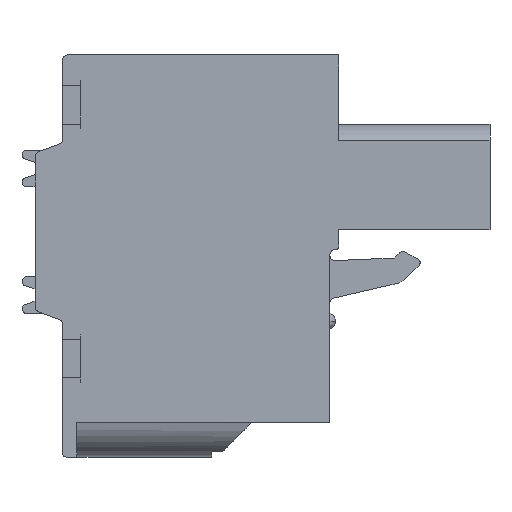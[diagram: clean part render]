
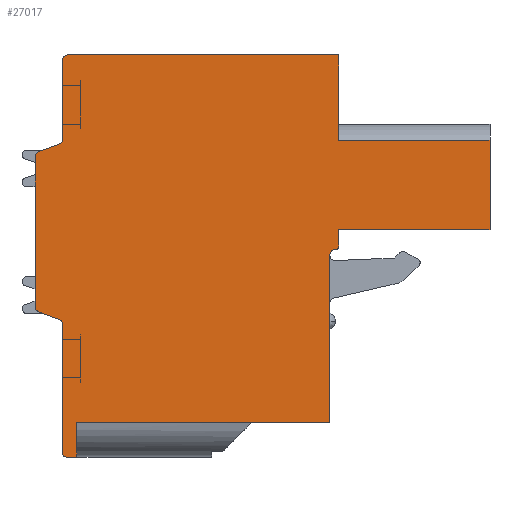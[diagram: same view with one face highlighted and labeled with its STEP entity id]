
A CAD part, front view. The second image highlights one B-rep face of the part: STEP entity #27017.
In plain terms, the highlighted planar face has unit normal (0, -1, 0).
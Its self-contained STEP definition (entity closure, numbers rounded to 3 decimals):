
#2439=DIRECTION('',(0.,0.,1.));
#2440=VECTOR('',#2439,4.7);
#2441=CARTESIAN_POINT('',(4.181,-106.58,6.775));
#2442=LINE('',#2441,#2440);
#2631=DIRECTION('',(-1.,0.,0.));
#2632=VECTOR('',#2631,8.3);
#2633=CARTESIAN_POINT('',(12.481,-106.58,6.775));
#2634=LINE('',#2633,#2632);
#2635=DIRECTION('',(0.,0.,-1.));
#2636=VECTOR('',#2635,4.9);
#2637=CARTESIAN_POINT('',(12.481,-106.58,6.775));
#2638=LINE('',#2637,#2636);
#2639=DIRECTION('',(-1.,0.,0.));
#2640=VECTOR('',#2639,8.3);
#2641=CARTESIAN_POINT('',(12.481,-106.58,1.875));
#2642=LINE('',#2641,#2640);
#2643=DIRECTION('',(0.,0.,-1.));
#2644=VECTOR('',#2643,0.901);
#2645=CARTESIAN_POINT('',(4.181,-106.58,1.875));
#2646=LINE('',#2645,#2644);
#2647=CARTESIAN_POINT('',(3.981,-106.58,0.974));
#2648=DIRECTION('',(0.,1.,0.));
#2649=DIRECTION('',(1.,0.,0.));
#2650=AXIS2_PLACEMENT_3D('',#2647,#2648,#2649);
#2652=CARTESIAN_POINT('',(3.981,-106.58,0.474));
#2653=DIRECTION('',(0.,-1.,0.));
#2654=DIRECTION('',(0.,0.,1.));
#2655=AXIS2_PLACEMENT_3D('',#2652,#2653,#2654);
#2657=DIRECTION('',(-1.,0.,0.));
#2658=VECTOR('',#2657,13.9);
#2659=CARTESIAN_POINT('',(3.681,-106.58,-8.725));
#2660=LINE('',#2659,#2658);
#2661=DIRECTION('',(0.,0.,-1.));
#2662=VECTOR('',#2661,1.9);
#2663=CARTESIAN_POINT('',(-10.219,-106.58,-8.725));
#2664=LINE('',#2663,#2662);
#2665=DIRECTION('',(-1.,0.,0.));
#2666=VECTOR('',#2665,0.6);
#2667=CARTESIAN_POINT('',(-10.219,-106.58,-10.625));
#2668=LINE('',#2667,#2666);
#2669=CARTESIAN_POINT('',(-10.819,-106.58,-10.425));
#2670=DIRECTION('',(0.,1.,0.));
#2671=DIRECTION('',(0.,0.,-1.));
#2672=AXIS2_PLACEMENT_3D('',#2669,#2670,#2671);
#2674=DIRECTION('',(0.,0.,1.));
#2675=VECTOR('',#2674,7.095);
#2676=CARTESIAN_POINT('',(-11.019,-106.58,-10.425));
#2677=LINE('',#2676,#2675);
#2678=CARTESIAN_POINT('',(-11.319,-106.58,-3.33));
#2679=DIRECTION('',(0.,-1.,0.));
#2680=DIRECTION('',(1.,0.,0.));
#2681=AXIS2_PLACEMENT_3D('',#2678,#2679,#2680);
#2683=DIRECTION('',(-0.94,0.,0.342));
#2684=VECTOR('',#2683,1.176);
#2685=CARTESIAN_POINT('',(-11.216,-106.58,-3.048));
#2686=LINE('',#2685,#2684);
#2687=CARTESIAN_POINT('',(-12.219,-106.58,-2.364));
#2688=DIRECTION('',(0.,1.,0.));
#2689=DIRECTION('',(-0.342,0.,-0.94));
#2690=AXIS2_PLACEMENT_3D('',#2687,#2688,#2689);
#2692=DIRECTION('',(0.,0.,1.));
#2693=VECTOR('',#2692,8.238);
#2694=CARTESIAN_POINT('',(-12.519,-106.58,-2.364));
#2695=LINE('',#2694,#2693);
#2696=CARTESIAN_POINT('',(-12.219,-106.58,5.874));
#2697=DIRECTION('',(0.,1.,0.));
#2698=DIRECTION('',(-1.,0.,0.));
#2699=AXIS2_PLACEMENT_3D('',#2696,#2697,#2698);
#2701=DIRECTION('',(0.94,0.,0.342));
#2702=VECTOR('',#2701,1.176);
#2703=CARTESIAN_POINT('',(-12.321,-106.58,6.156));
#2704=LINE('',#2703,#2702);
#2705=CARTESIAN_POINT('',(-11.319,-106.58,6.84));
#2706=DIRECTION('',(0.,-1.,0.));
#2707=DIRECTION('',(0.342,0.,-0.94));
#2708=AXIS2_PLACEMENT_3D('',#2705,#2706,#2707);
#2710=DIRECTION('',(0.,0.,1.));
#2711=VECTOR('',#2710,4.335);
#2712=CARTESIAN_POINT('',(-11.019,-106.58,6.84));
#2713=LINE('',#2712,#2711);
#2714=CARTESIAN_POINT('',(-10.719,-106.58,11.175));
#2715=DIRECTION('',(0.,1.,0.));
#2716=DIRECTION('',(-1.,0.,0.));
#2717=AXIS2_PLACEMENT_3D('',#2714,#2715,#2716);
#2719=DIRECTION('',(1.,0.,0.));
#2720=VECTOR('',#2719,14.9);
#2721=CARTESIAN_POINT('',(-10.719,-106.58,11.475));
#2722=LINE('',#2721,#2720);
#3905=DIRECTION('',(0.,0.,1.));
#3906=VECTOR('',#3905,9.199);
#3907=CARTESIAN_POINT('',(3.681,-106.58,-8.725));
#3908=LINE('',#3907,#3906);
#19259=CARTESIAN_POINT('',(-12.519,-106.58,-2.364));
#19260=CARTESIAN_POINT('',(-12.519,-106.58,5.874));
#19261=VERTEX_POINT('',#19259);
#19262=VERTEX_POINT('',#19260);
#19263=CARTESIAN_POINT('',(-12.321,-106.58,6.156));
#19264=VERTEX_POINT('',#19263);
#19265=CARTESIAN_POINT('',(-11.216,-106.58,6.558));
#19266=VERTEX_POINT('',#19265);
#19267=CARTESIAN_POINT('',(-11.019,-106.58,6.84));
#19268=VERTEX_POINT('',#19267);
#19269=CARTESIAN_POINT('',(-11.019,-106.58,11.175));
#19270=VERTEX_POINT('',#19269);
#19271=CARTESIAN_POINT('',(-10.719,-106.58,11.475));
#19272=VERTEX_POINT('',#19271);
#19273=CARTESIAN_POINT('',(4.181,-106.58,11.475));
#19274=VERTEX_POINT('',#19273);
#19275=CARTESIAN_POINT('',(3.681,-106.58,-8.725));
#19276=CARTESIAN_POINT('',(-10.219,-106.58,-8.725));
#19277=VERTEX_POINT('',#19275);
#19278=VERTEX_POINT('',#19276);
#19279=CARTESIAN_POINT('',(-10.219,-106.58,-10.625));
#19280=VERTEX_POINT('',#19279);
#19281=CARTESIAN_POINT('',(-10.819,-106.58,-10.625));
#19282=VERTEX_POINT('',#19281);
#19283=CARTESIAN_POINT('',(-11.019,-106.58,-10.425));
#19284=VERTEX_POINT('',#19283);
#19285=CARTESIAN_POINT('',(-11.019,-106.58,-3.33));
#19286=VERTEX_POINT('',#19285);
#19287=CARTESIAN_POINT('',(-11.216,-106.58,-3.048));
#19288=VERTEX_POINT('',#19287);
#19289=CARTESIAN_POINT('',(-12.321,-106.58,-2.646));
#19290=VERTEX_POINT('',#19289);
#19301=CARTESIAN_POINT('',(4.181,-106.58,0.974));
#19302=CARTESIAN_POINT('',(3.981,-106.58,0.774));
#19303=VERTEX_POINT('',#19301);
#19304=VERTEX_POINT('',#19302);
#19305=CARTESIAN_POINT('',(4.181,-106.58,1.875));
#19306=VERTEX_POINT('',#19305);
#19307=CARTESIAN_POINT('',(3.681,-106.58,0.474));
#19308=VERTEX_POINT('',#19307);
#19309=CARTESIAN_POINT('',(12.481,-106.58,1.875));
#19310=VERTEX_POINT('',#19309);
#20544=CARTESIAN_POINT('',(4.181,-106.58,6.775));
#20546=VERTEX_POINT('',#20544);
#20549=CARTESIAN_POINT('',(12.481,-106.58,6.775));
#20550=VERTEX_POINT('',#20549);
#26967=CARTESIAN_POINT('',(0.,-106.58,0.));
#26968=DIRECTION('',(0.,1.,0.));
#26969=DIRECTION('',(1.,0.,0.));
#26970=AXIS2_PLACEMENT_3D('',#26967,#26968,#26969);
#26971=PLANE('',#26970);
#26972=ORIENTED_EDGE('',*,*,#26866,.F.);
#26973=ORIENTED_EDGE('',*,*,#25399,.T.);
#26975=ORIENTED_EDGE('',*,*,#26974,.T.);
#26977=ORIENTED_EDGE('',*,*,#26976,.T.);
#26979=ORIENTED_EDGE('',*,*,#26978,.T.);
#26981=ORIENTED_EDGE('',*,*,#26980,.T.);
#26983=ORIENTED_EDGE('',*,*,#26982,.F.);
#26985=ORIENTED_EDGE('',*,*,#26984,.T.);
#26987=ORIENTED_EDGE('',*,*,#26986,.T.);
#26989=ORIENTED_EDGE('',*,*,#26988,.T.);
#26991=ORIENTED_EDGE('',*,*,#26990,.T.);
#26993=ORIENTED_EDGE('',*,*,#26992,.T.);
#26995=ORIENTED_EDGE('',*,*,#26994,.T.);
#26997=ORIENTED_EDGE('',*,*,#26996,.T.);
#26999=ORIENTED_EDGE('',*,*,#26998,.T.);
#27001=ORIENTED_EDGE('',*,*,#27000,.T.);
#27003=ORIENTED_EDGE('',*,*,#27002,.T.);
#27005=ORIENTED_EDGE('',*,*,#27004,.T.);
#27007=ORIENTED_EDGE('',*,*,#27006,.T.);
#27009=ORIENTED_EDGE('',*,*,#27008,.T.);
#27011=ORIENTED_EDGE('',*,*,#27010,.T.);
#27013=ORIENTED_EDGE('',*,*,#27012,.T.);
#27014=ORIENTED_EDGE('',*,*,#26880,.F.);
#27015=EDGE_LOOP('',(#26972,#26973,#26975,#26977,#26979,#26981,#26983,#26985,
#26987,#26989,#26991,#26993,#26995,#26997,#26999,#27001,#27003,#27005,#27007,
#27009,#27011,#27013,#27014));
#27016=FACE_OUTER_BOUND('',#27015,.F.);
#27017=ADVANCED_FACE('',(#27016),#26971,.F.);
#2651=CIRCLE('',#2650,0.2);
#2656=CIRCLE('',#2655,0.3);
#2673=CIRCLE('',#2672,0.2);
#2682=CIRCLE('',#2681,0.3);
#2691=CIRCLE('',#2690,0.3);
#2700=CIRCLE('',#2699,0.3);
#2709=CIRCLE('',#2708,0.3);
#2718=CIRCLE('',#2717,0.3);
#25399=EDGE_CURVE('',#20550,#19310,#2638,.T.);
#26866=EDGE_CURVE('',#20550,#20546,#2634,.T.);
#26880=EDGE_CURVE('',#20546,#19274,#2442,.T.);
#26974=EDGE_CURVE('',#19310,#19306,#2642,.T.);
#26976=EDGE_CURVE('',#19306,#19303,#2646,.T.);
#26978=EDGE_CURVE('',#19303,#19304,#2651,.T.);
#26980=EDGE_CURVE('',#19304,#19308,#2656,.T.);
#26982=EDGE_CURVE('',#19277,#19308,#3908,.T.);
#26984=EDGE_CURVE('',#19277,#19278,#2660,.T.);
#26986=EDGE_CURVE('',#19278,#19280,#2664,.T.);
#26988=EDGE_CURVE('',#19280,#19282,#2668,.T.);
#26990=EDGE_CURVE('',#19282,#19284,#2673,.T.);
#26992=EDGE_CURVE('',#19284,#19286,#2677,.T.);
#26994=EDGE_CURVE('',#19286,#19288,#2682,.T.);
#26996=EDGE_CURVE('',#19288,#19290,#2686,.T.);
#26998=EDGE_CURVE('',#19290,#19261,#2691,.T.);
#27000=EDGE_CURVE('',#19261,#19262,#2695,.T.);
#27002=EDGE_CURVE('',#19262,#19264,#2700,.T.);
#27004=EDGE_CURVE('',#19264,#19266,#2704,.T.);
#27006=EDGE_CURVE('',#19266,#19268,#2709,.T.);
#27008=EDGE_CURVE('',#19268,#19270,#2713,.T.);
#27010=EDGE_CURVE('',#19270,#19272,#2718,.T.);
#27012=EDGE_CURVE('',#19272,#19274,#2722,.T.);
